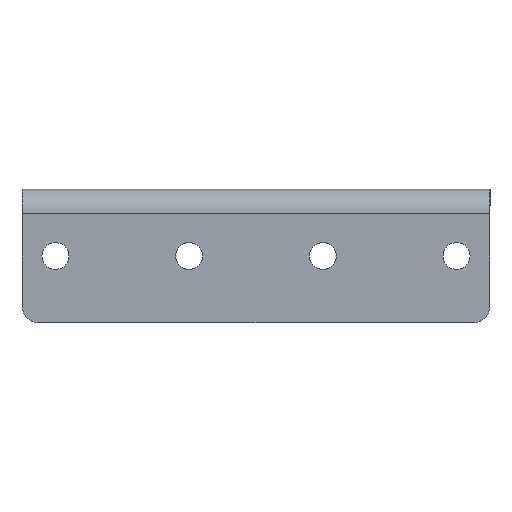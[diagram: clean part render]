
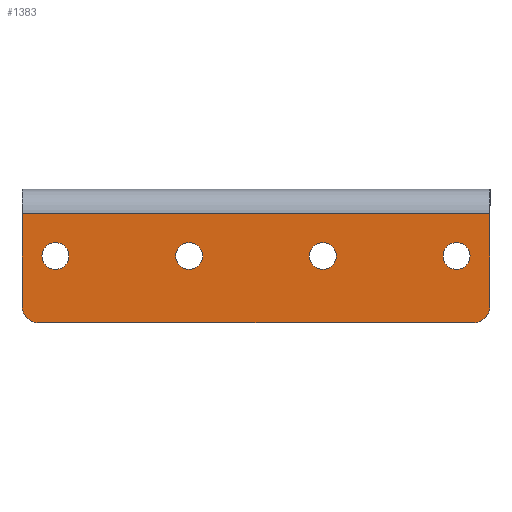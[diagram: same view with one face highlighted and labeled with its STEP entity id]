
A CAD part, front view. The second image highlights one B-rep face of the part: STEP entity #1383.
In plain terms, the highlighted planar face has unit normal (0, -1, 0).
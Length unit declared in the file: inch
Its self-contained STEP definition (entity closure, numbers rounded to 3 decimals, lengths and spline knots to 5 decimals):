
#23 = CARTESIAN_POINT ( 'NONE',  ( 3.25, 0.875, -0.2745 ) ) ;
#27 = CARTESIAN_POINT ( 'NONE',  ( 1.25, 0.875, -0.375 ) ) ;
#33 = DIRECTION ( 'NONE',  ( 0., 0., 1. ) ) ;
#44 = CARTESIAN_POINT ( 'NONE',  ( 3.375, 0.875, -0.75 ) ) ;
#55 = DIRECTION ( 'NONE',  ( 0., 0., 1. ) ) ;
#58 = FACE_BOUND ( 'NONE', #1104, .T. ) ;
#59 = VERTEX_POINT ( 'NONE', #481 ) ;
#84 = DIRECTION ( 'NONE',  ( 0., -1., 0. ) ) ;
#86 = AXIS2_PLACEMENT_3D ( 'NONE', #44, #632, #33 ) ;
#114 = EDGE_CURVE ( 'NONE', #553, #1121, #593, .T. ) ;
#116 = CIRCLE ( 'NONE', #983, 0.1005 ) ;
#125 = CARTESIAN_POINT ( 'NONE',  ( 0.125, 0.875, -0.75 ) ) ;
#127 = LINE ( 'NONE', #603, #333 ) ;
#129 = ORIENTED_EDGE ( 'NONE', *, *, #243, .F. ) ;
#134 = DIRECTION ( 'NONE',  ( 0., -1., 0. ) ) ;
#140 = DIRECTION ( 'NONE',  ( 0., -1., 0. ) ) ;
#149 = CIRCLE ( 'NONE', #546, 0.1005 ) ;
#151 = DIRECTION ( 'NONE',  ( 0., -1., 0. ) ) ;
#153 = LINE ( 'NONE', #255, #184 ) ;
#169 = LINE ( 'NONE', #760, #174 ) ;
#174 = VECTOR ( 'NONE', #55, 39.37008 ) ;
#181 = CARTESIAN_POINT ( 'NONE',  ( 2.25, 0.875, -0.375 ) ) ;
#184 = VECTOR ( 'NONE', #1179, 39.37008 ) ;
#203 = ORIENTED_EDGE ( 'NONE', *, *, #1442, .T. ) ;
#222 = AXIS2_PLACEMENT_3D ( 'NONE', #334, #84, #1144 ) ;
#234 = CARTESIAN_POINT ( 'NONE',  ( 0., 0.875, -0.06 ) ) ;
#238 = CARTESIAN_POINT ( 'NONE',  ( 0., 0.875, -0.75 ) ) ;
#240 = CARTESIAN_POINT ( 'NONE',  ( 0.125, 0.875, -0.875 ) ) ;
#243 = EDGE_CURVE ( 'NONE', #1171, #59, #294, .T. ) ;
#251 = CIRCLE ( 'NONE', #692, 0.1005 ) ;
#255 = CARTESIAN_POINT ( 'NONE',  ( 3.5, 0.875, -0.06 ) ) ;
#260 = CARTESIAN_POINT ( 'NONE',  ( 0.25, 0.875, -0.375 ) ) ;
#276 = DIRECTION ( 'NONE',  ( 0., 0., 1. ) ) ;
#294 = CIRCLE ( 'NONE', #544, 0.1005 ) ;
#325 = VERTEX_POINT ( 'NONE', #789 ) ;
#333 = VECTOR ( 'NONE', #1326, 39.37008 ) ;
#334 = CARTESIAN_POINT ( 'NONE',  ( 2.25, 0.875, -0.375 ) ) ;
#335 = CIRCLE ( 'NONE', #1096, 0.1005 ) ;
#347 = VECTOR ( 'NONE', #590, 39.37008 ) ;
#370 = CARTESIAN_POINT ( 'NONE',  ( 3.25, 0.875, -0.375 ) ) ;
#380 = DIRECTION ( 'NONE',  ( 0., -1., 0. ) ) ;
#390 = CARTESIAN_POINT ( 'NONE',  ( 1.25, 0.875, -0.375 ) ) ;
#403 = ORIENTED_EDGE ( 'NONE', *, *, #1234, .T. ) ;
#415 = FACE_OUTER_BOUND ( 'NONE', #687, .T. ) ;
#419 = DIRECTION ( 'NONE',  ( 0., 0., -1. ) ) ;
#439 = VERTEX_POINT ( 'NONE', #234 ) ;
#456 = EDGE_CURVE ( 'NONE', #1367, #478, #149, .T. ) ;
#463 = DIRECTION ( 'NONE',  ( 0., 0., 1. ) ) ;
#474 = CARTESIAN_POINT ( 'NONE',  ( 3.375, 0.875, -0.875 ) ) ;
#478 = VERTEX_POINT ( 'NONE', #23 ) ;
#481 = CARTESIAN_POINT ( 'NONE',  ( 2.25, 0.875, -0.4755 ) ) ;
#501 = EDGE_CURVE ( 'NONE', #532, #1251, #946, .T. ) ;
#509 = CARTESIAN_POINT ( 'NONE',  ( 0.25, 0.875, -0.375 ) ) ;
#523 = EDGE_LOOP ( 'NONE', ( #667, #129 ) ) ;
#532 = VERTEX_POINT ( 'NONE', #240 ) ;
#538 = PLANE ( 'NONE',  #784 ) ;
#544 = AXIS2_PLACEMENT_3D ( 'NONE', #181, #655, #1138 ) ;
#546 = AXIS2_PLACEMENT_3D ( 'NONE', #937, #908, #813 ) ;
#553 = VERTEX_POINT ( 'NONE', #960 ) ;
#563 = EDGE_CURVE ( 'NONE', #325, #1527, #251, .T. ) ;
#570 = CIRCLE ( 'NONE', #1432, 0.1005 ) ;
#590 = DIRECTION ( 'NONE',  ( 1., 0., 0. ) ) ;
#593 = CIRCLE ( 'NONE', #768, 0.1005 ) ;
#603 = CARTESIAN_POINT ( 'NONE',  ( 0., 0.875, -0.875 ) ) ;
#617 = DIRECTION ( 'NONE',  ( 0., 0., -1. ) ) ;
#632 = DIRECTION ( 'NONE',  ( 0., -1., 0. ) ) ;
#641 = EDGE_CURVE ( 'NONE', #1211, #1276, #169, .T. ) ;
#655 = DIRECTION ( 'NONE',  ( 0., -1., 0. ) ) ;
#656 = CARTESIAN_POINT ( 'NONE',  ( 3.25, 0.875, -0.4755 ) ) ;
#667 = ORIENTED_EDGE ( 'NONE', *, *, #745, .F. ) ;
#675 = EDGE_LOOP ( 'NONE', ( #1444, #1486 ) ) ;
#680 = EDGE_CURVE ( 'NONE', #1121, #553, #570, .T. ) ;
#687 = EDGE_LOOP ( 'NONE', ( #403, #1269, #1249, #203, #1487, #1502 ) ) ;
#692 = AXIS2_PLACEMENT_3D ( 'NONE', #390, #747, #1528 ) ;
#714 = AXIS2_PLACEMENT_3D ( 'NONE', #125, #140, #463 ) ;
#745 = EDGE_CURVE ( 'NONE', #59, #1171, #1360, .T. ) ;
#747 = DIRECTION ( 'NONE',  ( 0., -1., 0. ) ) ;
#757 = FACE_BOUND ( 'NONE', #523, .T. ) ;
#760 = CARTESIAN_POINT ( 'NONE',  ( 3.5, 0.875, 0. ) ) ;
#768 = AXIS2_PLACEMENT_3D ( 'NONE', #260, #380, #1100 ) ;
#784 = AXIS2_PLACEMENT_3D ( 'NONE', #897, #1131, #276 ) ;
#789 = CARTESIAN_POINT ( 'NONE',  ( 1.25, 0.875, -0.4755 ) ) ;
#813 = DIRECTION ( 'NONE',  ( 0., 0., -1. ) ) ;
#848 = CARTESIAN_POINT ( 'NONE',  ( 1.25, 0.875, -0.2745 ) ) ;
#850 = CARTESIAN_POINT ( 'NONE',  ( 3.5, 0.875, -0.06 ) ) ;
#876 = DIRECTION ( 'NONE',  ( 0., -1., 0. ) ) ;
#897 = CARTESIAN_POINT ( 'NONE',  ( 3.5, 0.875, 0. ) ) ;
#908 = DIRECTION ( 'NONE',  ( 0., -1., 0. ) ) ;
#937 = CARTESIAN_POINT ( 'NONE',  ( 3.25, 0.875, -0.375 ) ) ;
#945 = ORIENTED_EDGE ( 'NONE', *, *, #114, .F. ) ;
#946 = LINE ( 'NONE', #1329, #347 ) ;
#960 = CARTESIAN_POINT ( 'NONE',  ( 0.25, 0.875, -0.2745 ) ) ;
#963 = DIRECTION ( 'NONE',  ( 0., 0., -1. ) ) ;
#983 = AXIS2_PLACEMENT_3D ( 'NONE', #370, #151, #963 ) ;
#987 = VERTEX_POINT ( 'NONE', #238 ) ;
#990 = ORIENTED_EDGE ( 'NONE', *, *, #1504, .F. ) ;
#1027 = CIRCLE ( 'NONE', #86, 0.125 ) ;
#1037 = CARTESIAN_POINT ( 'NONE',  ( 0.25, 0.875, -0.4755 ) ) ;
#1052 = CIRCLE ( 'NONE', #714, 0.125 ) ;
#1096 = AXIS2_PLACEMENT_3D ( 'NONE', #27, #134, #617 ) ;
#1100 = DIRECTION ( 'NONE',  ( 0., 0., -1. ) ) ;
#1101 = FACE_BOUND ( 'NONE', #675, .T. ) ;
#1104 = EDGE_LOOP ( 'NONE', ( #1125, #990 ) ) ;
#1121 = VERTEX_POINT ( 'NONE', #1037 ) ;
#1124 = FACE_BOUND ( 'NONE', #1141, .T. ) ;
#1125 = ORIENTED_EDGE ( 'NONE', *, *, #456, .F. ) ;
#1131 = DIRECTION ( 'NONE',  ( 0., 1., 0. ) ) ;
#1132 = ORIENTED_EDGE ( 'NONE', *, *, #680, .F. ) ;
#1138 = DIRECTION ( 'NONE',  ( 0., 0., -1. ) ) ;
#1141 = EDGE_LOOP ( 'NONE', ( #1132, #945 ) ) ;
#1144 = DIRECTION ( 'NONE',  ( 0., 0., -1. ) ) ;
#1171 = VERTEX_POINT ( 'NONE', #1172 ) ;
#1172 = CARTESIAN_POINT ( 'NONE',  ( 2.25, 0.875, -0.2745 ) ) ;
#1179 = DIRECTION ( 'NONE',  ( 1., 0., 0. ) ) ;
#1211 = VERTEX_POINT ( 'NONE', #1441 ) ;
#1213 = EDGE_CURVE ( 'NONE', #1527, #325, #335, .T. ) ;
#1234 = EDGE_CURVE ( 'NONE', #439, #987, #127, .T. ) ;
#1249 = ORIENTED_EDGE ( 'NONE', *, *, #501, .T. ) ;
#1251 = VERTEX_POINT ( 'NONE', #474 ) ;
#1269 = ORIENTED_EDGE ( 'NONE', *, *, #1493, .T. ) ;
#1271 = EDGE_CURVE ( 'NONE', #439, #1276, #153, .T. ) ;
#1276 = VERTEX_POINT ( 'NONE', #850 ) ;
#1326 = DIRECTION ( 'NONE',  ( 0., 0., -1. ) ) ;
#1329 = CARTESIAN_POINT ( 'NONE',  ( 3.5, 0.875, -0.875 ) ) ;
#1360 = CIRCLE ( 'NONE', #222, 0.1005 ) ;
#1367 = VERTEX_POINT ( 'NONE', #656 ) ;
#1383 = ADVANCED_FACE ( 'NONE', ( #1101, #1124, #415, #757, #58 ), #538, .F. ) ;
#1432 = AXIS2_PLACEMENT_3D ( 'NONE', #509, #876, #419 ) ;
#1441 = CARTESIAN_POINT ( 'NONE',  ( 3.5, 0.875, -0.75 ) ) ;
#1442 = EDGE_CURVE ( 'NONE', #1251, #1211, #1027, .T. ) ;
#1444 = ORIENTED_EDGE ( 'NONE', *, *, #563, .F. ) ;
#1486 = ORIENTED_EDGE ( 'NONE', *, *, #1213, .F. ) ;
#1487 = ORIENTED_EDGE ( 'NONE', *, *, #641, .T. ) ;
#1493 = EDGE_CURVE ( 'NONE', #987, #532, #1052, .T. ) ;
#1502 = ORIENTED_EDGE ( 'NONE', *, *, #1271, .F. ) ;
#1504 = EDGE_CURVE ( 'NONE', #478, #1367, #116, .T. ) ;
#1527 = VERTEX_POINT ( 'NONE', #848 ) ;
#1528 = DIRECTION ( 'NONE',  ( 0., 0., -1. ) ) ;
